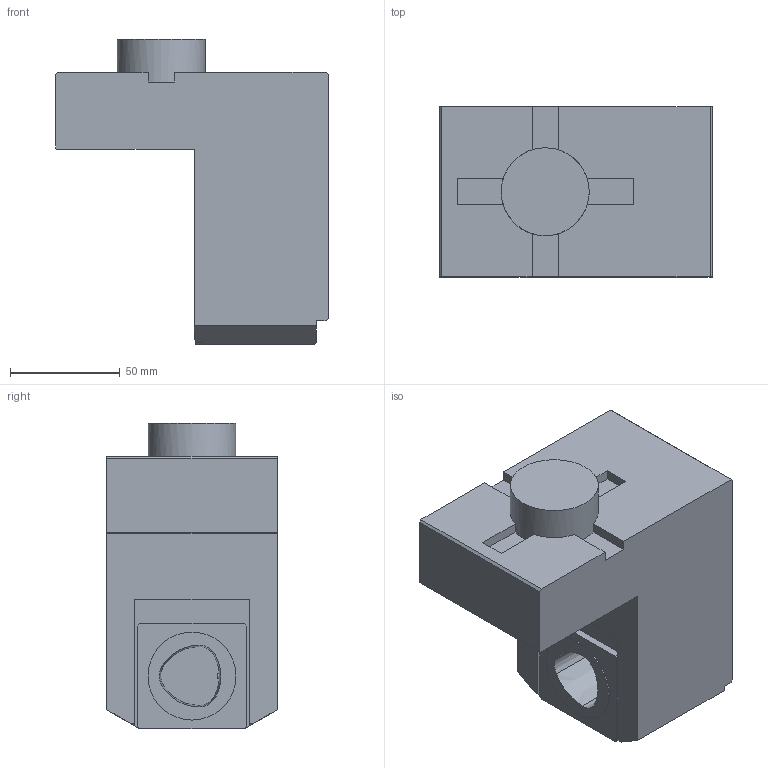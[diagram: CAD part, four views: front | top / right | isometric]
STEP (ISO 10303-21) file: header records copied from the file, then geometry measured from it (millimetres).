
FILE_DESCRIPTION(/* description */ (''),/* implementation_level */ '2;1');
FILE_NAME(/* name */ '1525407584757.stp',/* time_stamp */ '2018-05-04T09:50:14+05:00',/* author */ (''),/* organization */ ('SMS'),/* preprocessor_version */ 'ST-DEVELOPER v15',/* originating_system */ 'SIEMENS PLM Software NX 8.5',/* authorisation */ '');
FILE_SCHEMA (('AUTOMOTIVE_DESIGN { 1 0 10303 214 3 1 1 1 }'));
Length unit declared in the file: millimetre
Products named in the file (1): 201596334mod000_00
Bounding box: 124 x 77.4 x 139 mm (x, y, z)
Volume: 741352.3 mm3; surface area: 62703.4 mm2
Topology: 1 solids, 1 shells, 60 faces, 164 edges, 113 vertices
Faces by surface type: plane 51, cone 6, cylinder 3
Full cylindrical faces by diameter (mm): 2.5 x1, 40 x2
Entity records: 1971 total; most frequent: CARTESIAN_POINT 389, ORIENTED_EDGE 316, DIRECTION 309, EDGE_CURVE 158, LINE 133, VECTOR 133, VERTEX_POINT 107, AXIS2_PLACEMENT_3D 88
